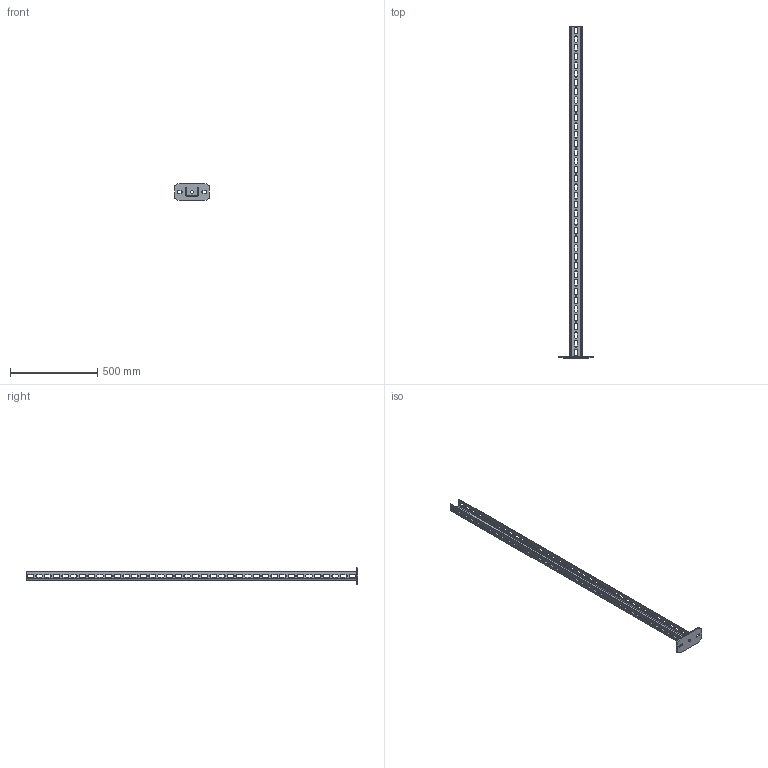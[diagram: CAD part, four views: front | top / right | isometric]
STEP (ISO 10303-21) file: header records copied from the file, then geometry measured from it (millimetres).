
FILE_DESCRIPTION((''),'2;1');
FILE_NAME('6339271','2012-07-23T',('AndreasKeweloh'),(''),'PRO/ENGINEER BY PARAMETRIC TECHNOLOGY CORPORATION, 2012130','PRO/ENGINEER BY PARAMETRIC TECHNOLOGY CORPORATION, 2012130','');
FILE_SCHEMA(('CONFIG_CONTROL_DESIGN'));
Length unit declared in the file: millimetre
Products named in the file (1): 6339271
Bounding box: 200 x 1906.5 x 100 mm (x, y, z)
Volume: 1074757.9 mm3; surface area: 578429 mm2
Topology: 1 solids, 1 shells, 491 faces, 1464 edges, 976 vertices
Faces by surface type: plane 253, cylinder 238
Entity records: 17120 total; most frequent: CARTESIAN_POINT 2931, ORIENTED_EDGE 2928, DIRECTION 2922, EDGE_CURVE 1464, VECTOR 988, LINE 988, VERTEX_POINT 976, AXIS2_PLACEMENT_3D 967
